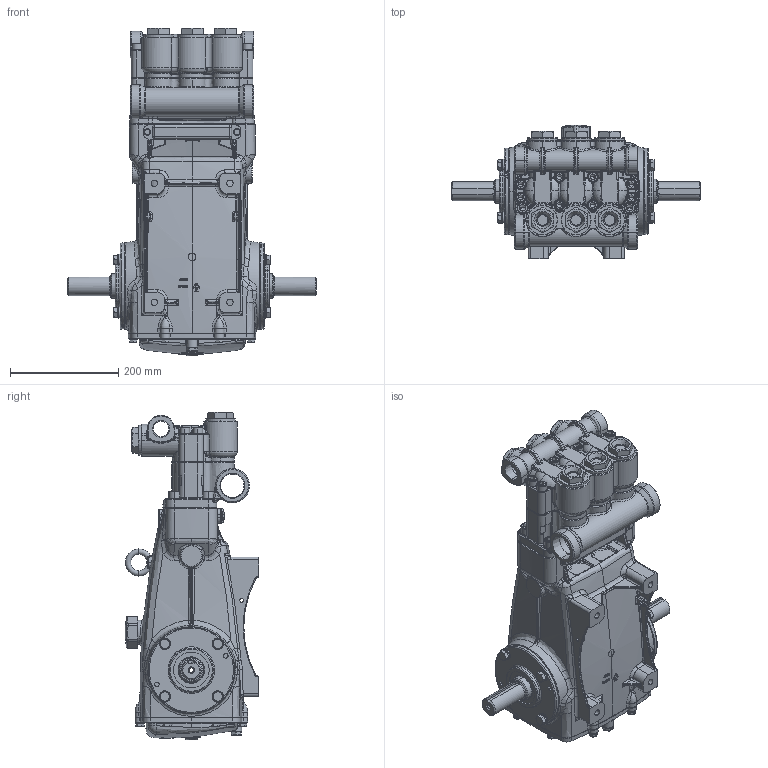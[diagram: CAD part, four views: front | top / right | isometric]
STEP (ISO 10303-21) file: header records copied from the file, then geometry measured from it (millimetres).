
FILE_DESCRIPTION (( 'STEP AP203' ), '1' );
FILE_NAME ('3520.STEP', '2020-01-30T18:33:48', ( '' ), ( '' ), 'SwSTEP 2.0', 'SolidWorks 2019', '' );
FILE_SCHEMA (( 'CONFIG_CONTROL_DESIGN' ));
Products named in the file (1): 3520
Bounding box: 460 x 247.5 x 606 mm (x, y, z)
Surface area: 919459.4 mm2 (no closed solid volume)
Topology: 0 solids, 84 shells, 2876 faces, 9265 edges, 6077 vertices
Faces by surface type: plane 790, bspline 745, cylinder 647, cone 352, torus 265, sphere 77
Entity records: 144107 total; most frequent: CARTESIAN_POINT 71048, ORIENTED_EDGE 14982, DIRECTION 14112, EDGE_CURVE 9110, VERTEX_POINT 6069, AXIS2_PLACEMENT_3D 5760, CIRCLE 3628, EDGE_LOOP 3121
